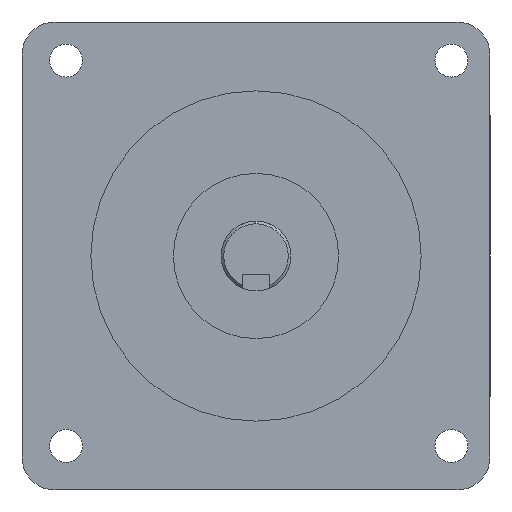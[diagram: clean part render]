
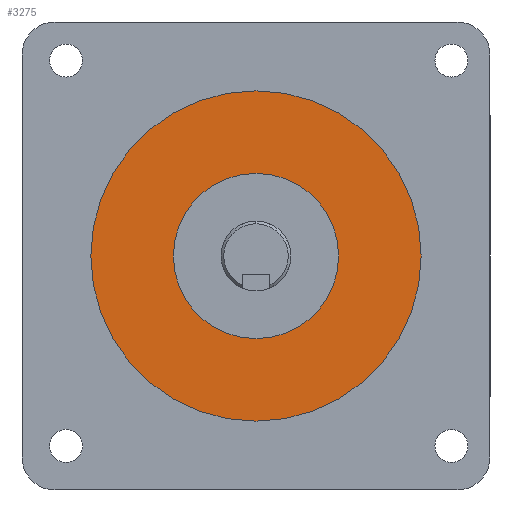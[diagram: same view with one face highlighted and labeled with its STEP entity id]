
A CAD part, front view. The second image highlights one B-rep face of the part: STEP entity #3275.
In plain terms, the highlighted planar face has unit normal (0, -1, 0).
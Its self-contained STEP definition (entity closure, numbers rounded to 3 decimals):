
#374 = CARTESIAN_POINT ( 'NONE',  ( -42.5, -2., -42.5 ) ) ;
#559 = EDGE_CURVE ( 'NONE', #3477, #2435, #1030, .T. ) ;
#640 = VERTEX_POINT ( 'NONE', #3537 ) ;
#821 = CARTESIAN_POINT ( 'NONE',  ( -42.5, -2., -42.5 ) ) ;
#861 = EDGE_CURVE ( 'NONE', #640, #1314, #3036, .T. ) ;
#919 = CARTESIAN_POINT ( 'NONE',  ( -42.5, -2., -42.5 ) ) ;
#1030 = CIRCLE ( 'NONE', #3165, 30. ) ;
#1229 = DIRECTION ( 'NONE',  ( 0., -1., 0. ) ) ;
#1314 = VERTEX_POINT ( 'NONE', #3631 ) ;
#1318 = DIRECTION ( 'NONE',  ( 0., -1., 0. ) ) ;
#1338 = CARTESIAN_POINT ( 'NONE',  ( -42.5, -2., -42.5 ) ) ;
#1460 = DIRECTION ( 'NONE',  ( 0., 0., -1. ) ) ;
#1461 = CARTESIAN_POINT ( 'NONE',  ( -42.5, -2., -12.5 ) ) ;
#1536 = DIRECTION ( 'NONE',  ( 0., 0., -1. ) ) ;
#1622 = EDGE_CURVE ( 'NONE', #2435, #3477, #2065, .T. ) ;
#1715 = EDGE_LOOP ( 'NONE', ( #2206, #3452 ) ) ;
#1726 = CARTESIAN_POINT ( 'NONE',  ( -42.5, -2., -42.5 ) ) ;
#1812 = FACE_OUTER_BOUND ( 'NONE', #2211, .T. ) ;
#1978 = DIRECTION ( 'NONE',  ( 0., -1., 0. ) ) ;
#1990 = DIRECTION ( 'NONE',  ( 0., -1., 0. ) ) ;
#2028 = EDGE_CURVE ( 'NONE', #1314, #640, #3512, .T. ) ;
#2065 = CIRCLE ( 'NONE', #2429, 30. ) ;
#2123 = AXIS2_PLACEMENT_3D ( 'NONE', #1726, #1978, #3193 ) ;
#2206 = ORIENTED_EDGE ( 'NONE', *, *, #861, .F. ) ;
#2211 = EDGE_LOOP ( 'NONE', ( #3729, #3746 ) ) ;
#2428 = FACE_BOUND ( 'NONE', #1715, .T. ) ;
#2429 = AXIS2_PLACEMENT_3D ( 'NONE', #1338, #1318, #3062 ) ;
#2435 = VERTEX_POINT ( 'NONE', #3148 ) ;
#2898 = DIRECTION ( 'NONE',  ( 0., -1., 0. ) ) ;
#3036 = CIRCLE ( 'NONE', #3526, 15. ) ;
#3062 = DIRECTION ( 'NONE',  ( 0., 0., -1. ) ) ;
#3146 = DIRECTION ( 'NONE',  ( 0., 0., -1. ) ) ;
#3148 = CARTESIAN_POINT ( 'NONE',  ( -42.5, -2., -72.5 ) ) ;
#3165 = AXIS2_PLACEMENT_3D ( 'NONE', #919, #2898, #1460 ) ;
#3193 = DIRECTION ( 'NONE',  ( 0., 0., -1. ) ) ;
#3275 = ADVANCED_FACE ( 'NONE', ( #2428, #1812 ), #3583, .T. ) ;
#3452 = ORIENTED_EDGE ( 'NONE', *, *, #2028, .F. ) ;
#3477 = VERTEX_POINT ( 'NONE', #1461 ) ;
#3512 = CIRCLE ( 'NONE', #2123, 15. ) ;
#3526 = AXIS2_PLACEMENT_3D ( 'NONE', #821, #1990, #3146 ) ;
#3537 = CARTESIAN_POINT ( 'NONE',  ( -42.5, -2., -57.5 ) ) ;
#3583 = PLANE ( 'NONE',  #3604 ) ;
#3604 = AXIS2_PLACEMENT_3D ( 'NONE', #374, #1229, #1536 ) ;
#3631 = CARTESIAN_POINT ( 'NONE',  ( -42.5, -2., -27.5 ) ) ;
#3729 = ORIENTED_EDGE ( 'NONE', *, *, #559, .T. ) ;
#3746 = ORIENTED_EDGE ( 'NONE', *, *, #1622, .T. ) ;
